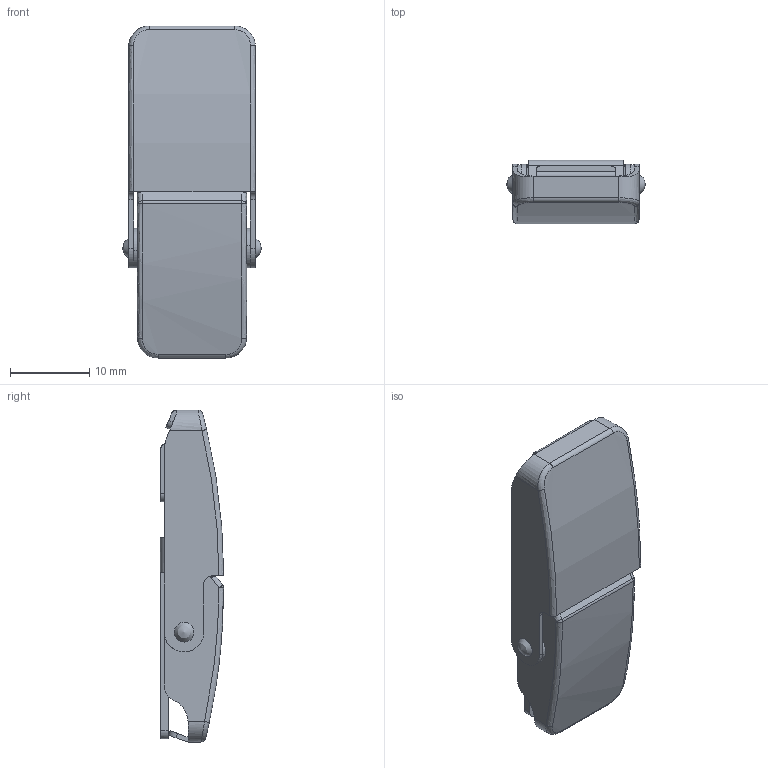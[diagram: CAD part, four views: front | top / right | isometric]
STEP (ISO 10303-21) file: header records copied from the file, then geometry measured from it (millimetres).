
FILE_DESCRIPTION((''),'2;1');
FILE_NAME('','2006-10-06T18:23:20',(''),(''),'','CADfix','');
FILE_SCHEMA(('AUTOMOTIVE_DESIGN'));
Length unit declared in the file: millimetre
Products named in the file (10): washer; shaft_B; shaft_A; rivet; lever; leaf spring; keeper; base; arm; TL_345_4_12971_36
Assembly tree (10 placements, depth 2):
  TL_345_4_12971_36
    washer  x2
    shaft_B
    shaft_A
    rivet
    lever
    leaf spring
    keeper
    base
    arm
Bounding box: 17.6 x 8 x 42 mm (x, y, z)
Volume: 1446.1 mm3; surface area: 4619.1 mm2
Topology: 10 solids, 10 shells, 214 faces, 642 edges, 449 vertices
Faces by surface type: bspline 214
Entity records: 8003 total; most frequent: CARTESIAN_POINT 4320, ORIENTED_EDGE 1244, EDGE_CURVE 622, VERTEX_POINT 433, QUASI_UNIFORM_CURVE 303, EDGE_LOOP 241, FACE_OUTER_BOUND 208, ADVANCED_FACE 208
